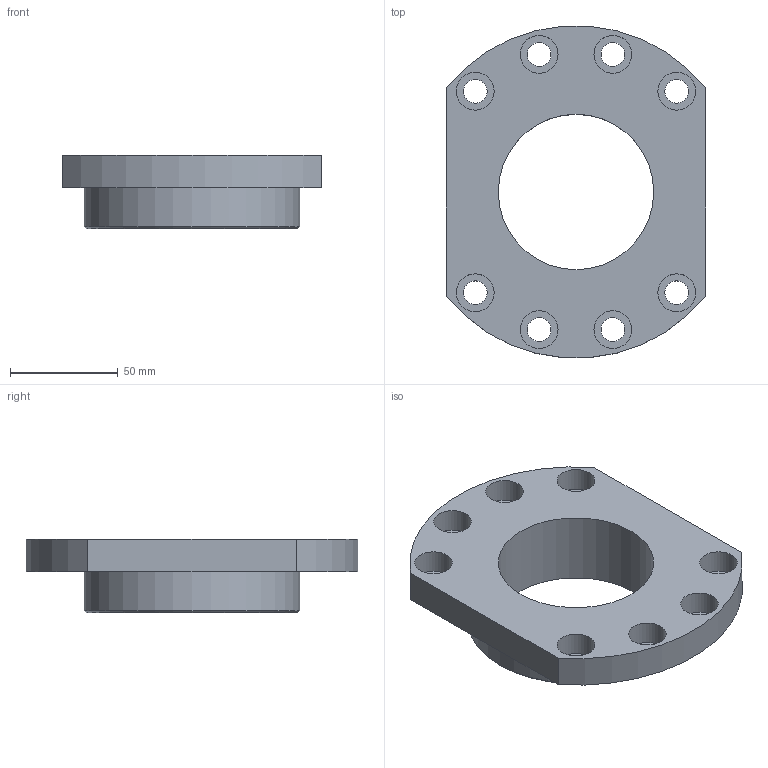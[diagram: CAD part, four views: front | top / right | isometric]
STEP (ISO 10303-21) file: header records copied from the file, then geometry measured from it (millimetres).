
FILE_DESCRIPTION (( 'STEP AP203' ), '1' );
FILE_NAME ('FF 35DS.STEP', '2014-10-30T02:58:59', ( 'john' ), ( '' ), 'SwSTEP 2.0', 'SolidWorks 2013', '' );
FILE_SCHEMA (( 'CONFIG_CONTROL_DESIGN' ));
Length unit declared in the file: millimetre
Products named in the file (1): FF 35DS
Bounding box: 120 x 153.49 x 34 mm (x, y, z)
Volume: 232211.3 mm3; surface area: 49548.6 mm2
Topology: 1 solids, 1 shells, 34 faces, 76 edges, 53 vertices
Faces by surface type: cylinder 20, plane 13, cone 1
Full cylindrical faces by diameter (mm): 11 x8, 17.5 x8, 72 x1, 100 x1
Entity records: 923 total; most frequent: DIRECTION 160, CARTESIAN_POINT 129, ORIENTED_EDGE 98, EDGE_LOOP 80, AXIS2_PLACEMENT_3D 76, FACE_OUTER_BOUND 52, EDGE_CURVE 49, VERTEX_POINT 45
